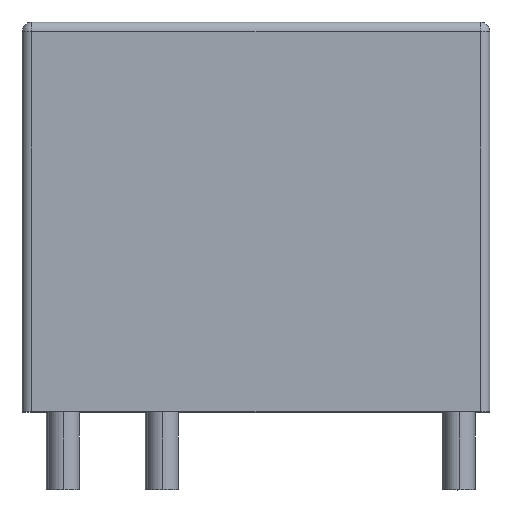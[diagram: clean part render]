
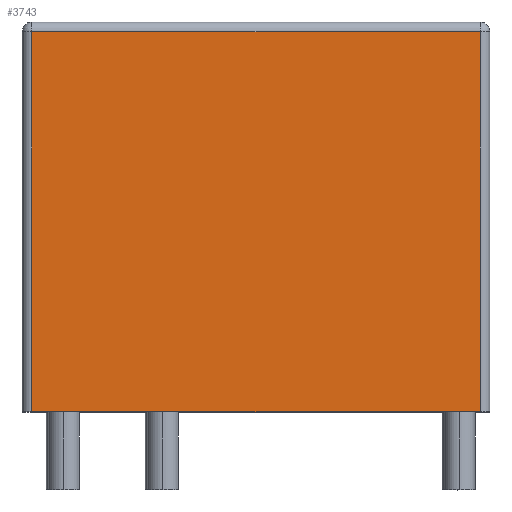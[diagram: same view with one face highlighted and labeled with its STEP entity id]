
A CAD part, top view. The second image highlights one B-rep face of the part: STEP entity #3743.
In plain terms, the highlighted planar face has unit normal (0, 0, 1).
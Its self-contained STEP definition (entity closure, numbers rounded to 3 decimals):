
#53 = EDGE_LOOP ( 'NONE', ( #4190, #4194, #4192, #4195 ) ) ;
#373 = CARTESIAN_POINT ( 'NONE',  ( 12., 0., 0. ) ) ;
#374 = DIRECTION ( 'NONE',  ( 1., 0., 0. ) ) ;
#405 = CARTESIAN_POINT ( 'NONE',  ( 11.75, 10., 0. ) ) ;
#406 = DIRECTION ( 'NONE',  ( 0., 1., 0. ) ) ;
#438 = PLANE ( 'NONE',  #2529 ) ;
#439 = CARTESIAN_POINT ( 'NONE',  ( 12., 10., 0. ) ) ;
#440 = DIRECTION ( 'NONE',  ( 0., 0., -1. ) ) ;
#441 = DIRECTION ( 'NONE',  ( -1., 0., 0. ) ) ;
#471 = CARTESIAN_POINT ( 'NONE',  ( 12., 9.75, 0. ) ) ;
#472 = DIRECTION ( 'NONE',  ( -1., 0., 0. ) ) ;
#477 = CARTESIAN_POINT ( 'NONE',  ( 0.25, 10., 0. ) ) ;
#478 = DIRECTION ( 'NONE',  ( 0., -1., 0. ) ) ;
#1373 = VERTEX_POINT ( 'NONE', #3443 ) ;
#1374 = VERTEX_POINT ( 'NONE', #3472 ) ;
#1378 = VERTEX_POINT ( 'NONE', #3456 ) ;
#1379 = VERTEX_POINT ( 'NONE', #3457 ) ;
#2529 = AXIS2_PLACEMENT_3D ( 'NONE', #439, #440, #441 ) ;
#2531 = VECTOR ( 'NONE', #374, 1000. ) ;
#2541 = VECTOR ( 'NONE', #406, 1000. ) ;
#2560 = VECTOR ( 'NONE', #472, 1000. ) ;
#2563 = VECTOR ( 'NONE', #478, 1000. ) ;
#3443 = CARTESIAN_POINT ( 'NONE',  ( 0.25, 9.75, 0. ) ) ;
#3456 = CARTESIAN_POINT ( 'NONE',  ( 0.25, 0., 0. ) ) ;
#3457 = CARTESIAN_POINT ( 'NONE',  ( 11.75, 0., 0. ) ) ;
#3472 = CARTESIAN_POINT ( 'NONE',  ( 11.75, 9.75, 0. ) ) ;
#3726 = EDGE_CURVE ( 'NONE', #1378, #1379, #4013, .T. ) ;
#3732 = EDGE_CURVE ( 'NONE', #1379, #1374, #4027, .T. ) ;
#3743 = ADVANCED_FACE ( 'NONE', ( #4039 ), #438, .F. ) ;
#3749 = EDGE_CURVE ( 'NONE', #1374, #1373, #4043, .T. ) ;
#3752 = EDGE_CURVE ( 'NONE', #1373, #1378, #4049, .T. ) ;
#4013 = LINE ( 'NONE', #373, #2531 ) ;
#4027 = LINE ( 'NONE', #405, #2541 ) ;
#4039 = FACE_OUTER_BOUND ( 'NONE', #53, .T. ) ;
#4043 = LINE ( 'NONE', #471, #2560 ) ;
#4049 = LINE ( 'NONE', #477, #2563 ) ;
#4190 = ORIENTED_EDGE ( 'NONE', *, *, #3726, .T. ) ;
#4192 = ORIENTED_EDGE ( 'NONE', *, *, #3749, .T. ) ;
#4194 = ORIENTED_EDGE ( 'NONE', *, *, #3732, .T. ) ;
#4195 = ORIENTED_EDGE ( 'NONE', *, *, #3752, .T. ) ;
